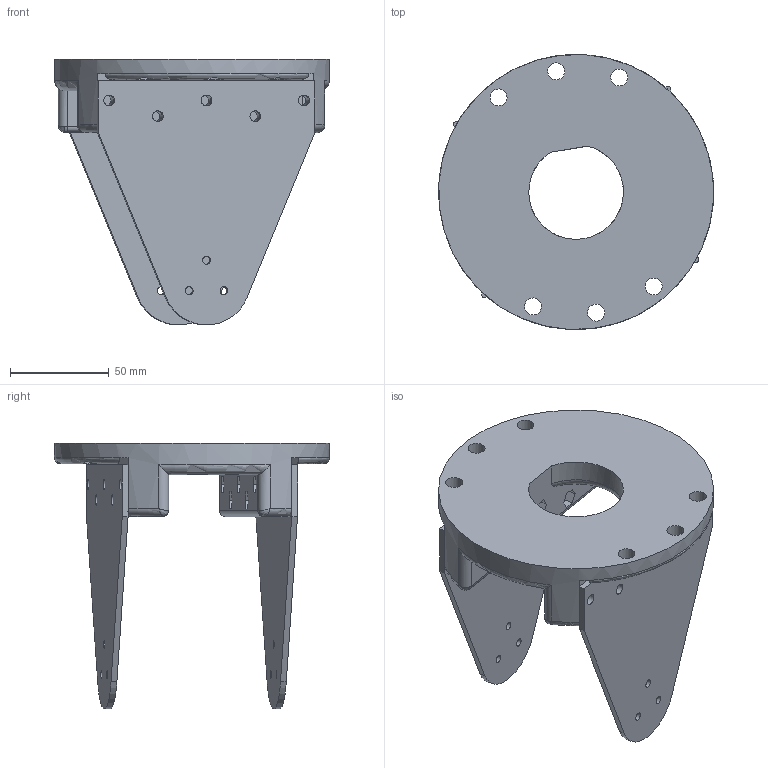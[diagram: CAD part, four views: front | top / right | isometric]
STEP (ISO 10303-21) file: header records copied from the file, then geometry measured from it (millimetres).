
FILE_DESCRIPTION(/* description */ (''),/* implementation_level */ '2;1');
FILE_NAME(/* name */ 'czlon_2.stp',/* time_stamp */ '2023-02-21T21:43:26+01:00',/* author */ ('Kamil'),/* organization */ (''),/* preprocessor_version */ 'ST-DEVELOPER v19',/* originating_system */ 'Autodesk Inventor 2023',/* authorisation */ '');
FILE_SCHEMA (('AUTOMOTIVE_DESIGN { 1 0 10303 214 3 1 1 }'));
Length unit declared in the file: millimetre
Products named in the file (3): I_Przegub_final; lacznik; BLACHA_2_Przegub
Assembly tree (3 placements, depth 2):
  I_Przegub_final
    lacznik
    BLACHA_2_Przegub  x2
Bounding box: 139.26 x 139.4 x 134.75 mm (x, y, z)
Volume: 328963.7 mm3; surface area: 94590.8 mm2
Topology: 3 solids, 3 shells, 173 faces, 461 edges, 297 vertices
Faces by surface type: plane 105, cylinder 48, torus 10, bspline 10
Full cylindrical faces by diameter (mm): 4 x6, 5.5 x20, 8.6 x6, 14 x6, 139.4 x1
Entity records: 5758 total; most frequent: CARTESIAN_POINT 1618, ORIENTED_EDGE 826, DIRECTION 814, EDGE_CURVE 413, AXIS2_PLACEMENT_3D 277, VERTEX_POINT 269, LINE 260, VECTOR 260
